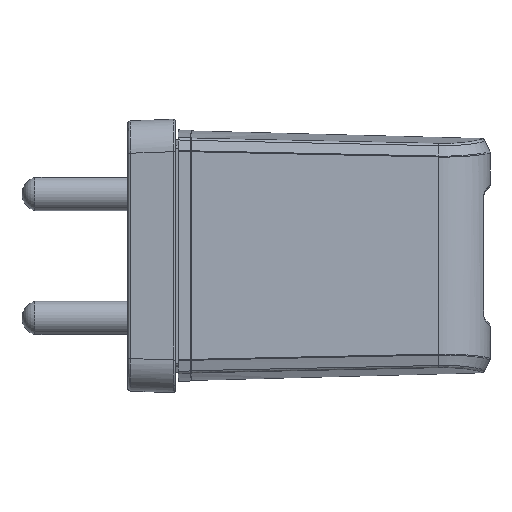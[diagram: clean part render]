
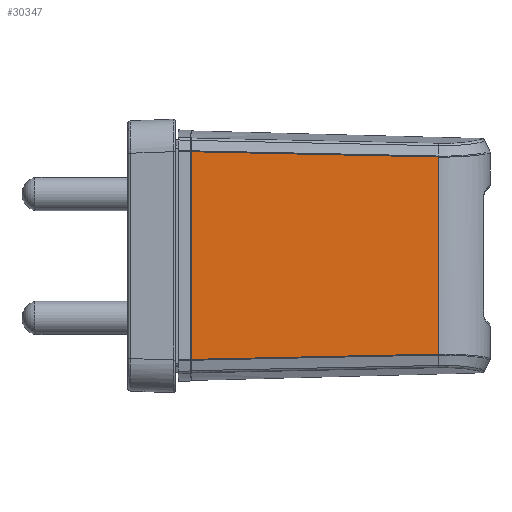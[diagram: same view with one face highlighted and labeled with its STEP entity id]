
A CAD part, top view. The second image highlights one B-rep face of the part: STEP entity #30347.
In plain terms, the highlighted planar face has unit normal (0.026, 0, 1).
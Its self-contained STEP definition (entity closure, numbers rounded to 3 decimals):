
#21252=DIRECTION('',(0.,-1.,0.));
#21253=VECTOR('',#21252,31.986);
#21254=CARTESIAN_POINT('',(-20.4,16.043,
16.743));
#21255=LINE('',#21254,#21253);
#21260=CARTESIAN_POINT('',(-20.4,16.043,
16.743));
#21272=CARTESIAN_POINT('',(17.615,15.231,15.748));
#21775=CARTESIAN_POINT('',(17.615,-15.131,
15.748));
#21777=DIRECTION('',(0.,1.,0.));
#21778=VECTOR('',#21777,30.362);
#21779=CARTESIAN_POINT('',(17.615,-15.131,
15.748));
#21780=LINE('',#21779,#21778);
#23649=DIRECTION('',(0.999,-0.021,-0.026));
#23650=VECTOR('',#23649,38.036);
#23651=CARTESIAN_POINT('',(-20.4,16.043,
16.743));
#23652=LINE('',#23651,#23650);
#23653=DIRECTION('',(-0.999,-0.021,0.026));
#23654=VECTOR('',#23653,38.036);
#23655=CARTESIAN_POINT('',(17.615,-15.131,
15.748));
#23656=LINE('',#23655,#23654);
#24252=VERTEX_POINT('',#21260);
#24254=CARTESIAN_POINT('',(-20.4,-15.943,
16.743));
#24255=VERTEX_POINT('',#24254);
#24259=VERTEX_POINT('',#21272);
#24330=VERTEX_POINT('',#21775);
#30335=CARTESIAN_POINT('',(-22.542,-25.,16.799));
#30336=DIRECTION('',(0.026,0.,1.));
#30337=DIRECTION('',(1.,0.,-0.026));
#30338=AXIS2_PLACEMENT_3D('',#30335,#30336,#30337);
#30339=PLANE('',#30338);
#30340=ORIENTED_EDGE('',*,*,#26084,.F.);
#30341=ORIENTED_EDGE('',*,*,#26107,.T.);
#30342=ORIENTED_EDGE('',*,*,#27123,.F.);
#30344=ORIENTED_EDGE('',*,*,#30343,.T.);
#30345=EDGE_LOOP('',(#30340,#30341,#30342,#30344));
#30346=FACE_OUTER_BOUND('',#30345,.F.);
#30347=ADVANCED_FACE('',(#30346),#30339,.T.);
#26084=EDGE_CURVE('',#24252,#24255,#21255,.T.);
#26107=EDGE_CURVE('',#24252,#24259,#23652,.T.);
#27123=EDGE_CURVE('',#24330,#24259,#21780,.T.);
#30343=EDGE_CURVE('',#24330,#24255,#23656,.T.);
